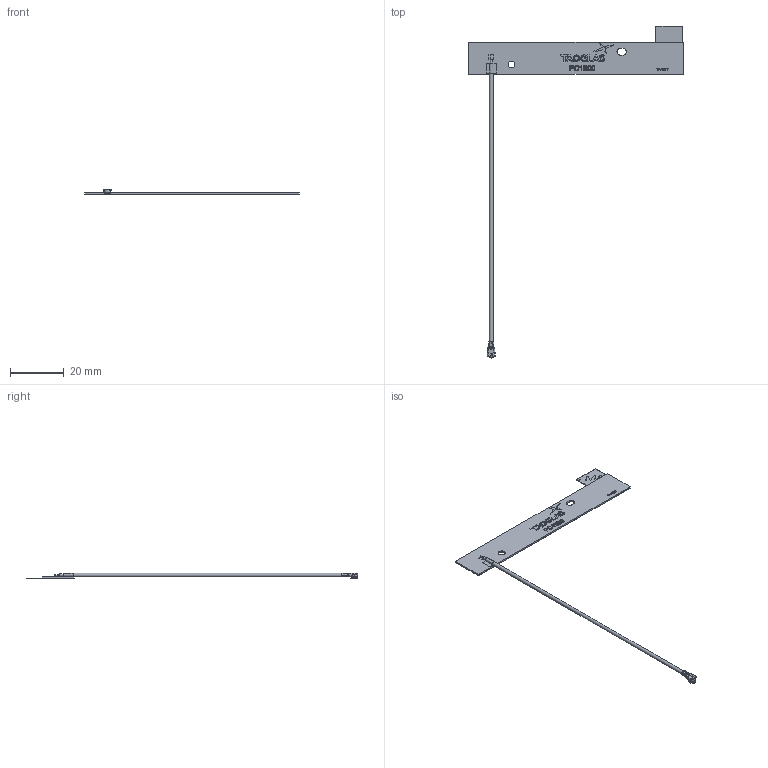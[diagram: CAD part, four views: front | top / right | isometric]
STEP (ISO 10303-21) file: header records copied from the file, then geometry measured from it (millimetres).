
FILE_DESCRIPTION (( 'STEP AP214' ), '1' );
FILE_NAME ('EDW.007506-PC1900.07.0100AQ-PCB_Antenna-(A).STEP', '2025-11-20T18:45:32', ( '' ), ( '' ), 'SwSTEP 2.0', 'SolidWorks 2024', '' );
FILE_SCHEMA (( 'AUTOMOTIVE_DESIGN' ));
Length unit declared in the file: millimetre
Products named in the file (1): EDW.007506-PC1900.07.0100AQ-PCB_Antenna-(A)
Bounding box: 80 x 123.59 x 2.14 mm (x, y, z)
Surface area: 4482.5 mm2 (no closed solid volume)
Topology: 0 solids, 29 shells, 332 faces, 5664 edges, 5262 vertices
Faces by surface type: plane 232, cylinder 48, bspline 25, cone 19, torus 6, sphere 2
Full cylindrical faces by diameter (mm): 0.31 x1, 0.88 x1, 1.15 x1, 1.37 x1, 2.5 x1, 3.1 x2
Entity records: 56371 total; most frequent: CARTESIAN_POINT 17017, ORIENTED_EDGE 6218, DIRECTION 5973, EDGE_CURVE 5651, VERTEX_POINT 5260, VECTOR 4985, LINE 4985, AXIS2_PLACEMENT_3D 494
